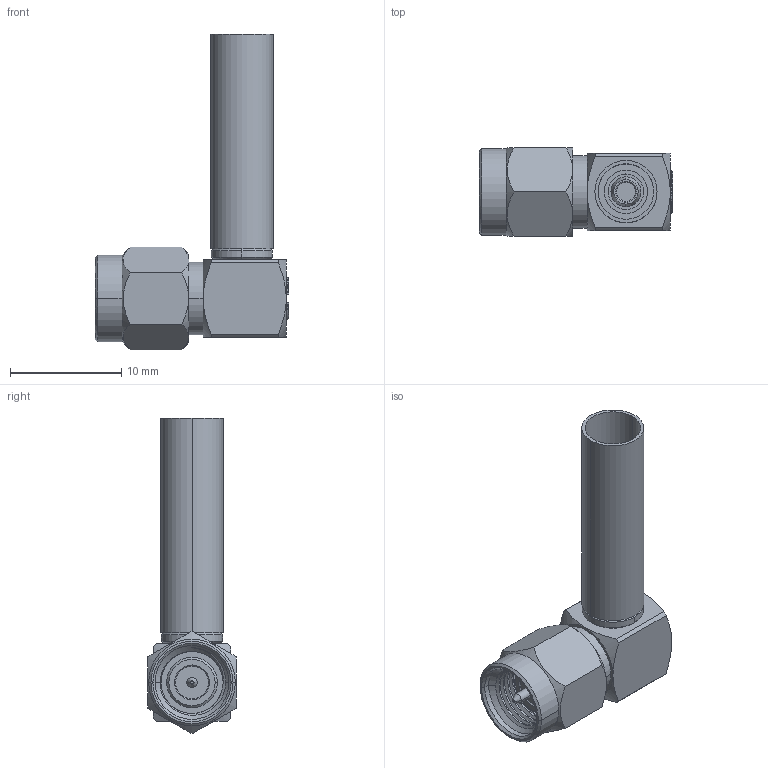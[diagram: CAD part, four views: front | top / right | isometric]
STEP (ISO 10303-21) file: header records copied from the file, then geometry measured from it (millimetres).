
FILE_DESCRIPTION((''),'2;1');
FILE_NAME('SMA1112A5-002-3GT5GP-_SW0001','2020-09-16T14:14:33',('Vijayaragavan'),(''),'CREO PARAMETRIC BY PTC INC, 2019444','CREO PARAMETRIC BY PTC INC, 2019444','');
FILE_SCHEMA(('CONFIG_CONTROL_DESIGN'));
Length unit declared in the file: millimetre
Products named in the file (1): SMA1112A5-002-3GT5GP-_SW0001
Bounding box: 17.4 x 8 x 28.42 mm (x, y, z)
Volume: 954.4 mm3; surface area: 1593.3 mm2
Topology: 1 solids, 1 shells, 130 faces, 289 edges, 179 vertices
Faces by surface type: cylinder 44, cone 43, plane 32, bspline 11
Entity records: 6200 total; most frequent: CARTESIAN_POINT 3383, ORIENTED_EDGE 578, DIRECTION 557, EDGE_CURVE 289, AXIS2_PLACEMENT_3D 234, VERTEX_POINT 179, EDGE_LOOP 148, FACE_OUTER_BOUND 130
